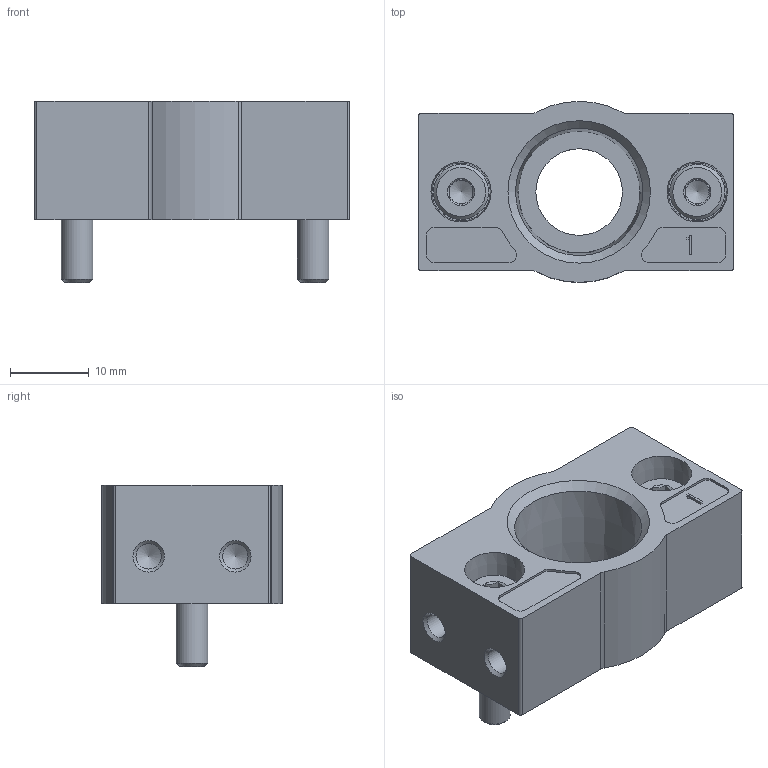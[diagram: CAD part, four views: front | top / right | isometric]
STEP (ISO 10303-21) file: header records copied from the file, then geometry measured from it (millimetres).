
FILE_DESCRIPTION(/* description */ ('STEP AP214'),/* implementation_level */ '2;1');
FILE_NAME(/* name */ '546524_PBL-3_8-D-MINI-L-NPT',/* time_stamp */ '2024-09-13T16:23:56+02:00',/* author */ ('License CC BY-ND 4.0'),/* organization */ ('CADENAS'),/* preprocessor_version */ 'ST-DEVELOPER v19.3',/* originating_system */ 'PARTsolutions',/* authorisation */ ' ');
FILE_SCHEMA (('AUTOMOTIVE_DESIGN {1 0 10303 214 3 1 1}'));
Length unit declared in the file: millimetre
Products named in the file (3): 546524 PBL-3/8-D-MINI-L-NPT; 679801 PBL-3/8-D-MINI-L-NPT--P1; DIN-912 - M4x16(F)
Assembly tree (3 placements, depth 2):
  546524 PBL-3/8-D-MINI-L-NPT
    679801 PBL-3/8-D-MINI-L-NPT--P1
    DIN-912 - M4x16(F)  x2
Bounding box: 40 x 23 x 23 mm (x, y, z)
Volume: 9082 mm3; surface area: 5445.1 mm2
Topology: 3 solids, 3 shells, 124 faces, 273 edges, 165 vertices
Faces by surface type: plane 60, cylinder 32, cone 32
Full cylindrical faces by diameter (mm): 3.242 x2, 4 x2, 7 x2, 11 x1, 12.2 x1, 15.7 x1
Entity records: 3163 total; most frequent: DIRECTION 479, CARTESIAN_POINT 458, ORIENTED_EDGE 392, EDGE_CURVE 196, AXIS2_PLACEMENT_3D 189, VERTEX_POINT 138, FACE_BOUND 136, EDGE_LOOP 133
